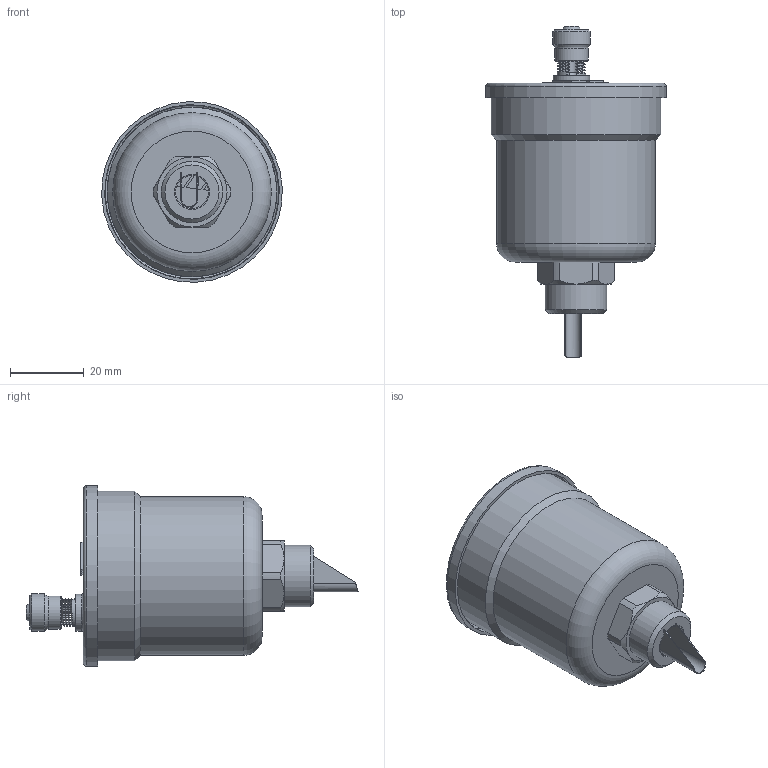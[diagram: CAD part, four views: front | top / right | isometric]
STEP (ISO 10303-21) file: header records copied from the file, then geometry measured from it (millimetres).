
FILE_DESCRIPTION (( 'STEP AP203' ), '1' );
FILE_NAME ('0249110.STEP', '2019-01-07T13:12:09', ( 'Windows User' ), ( 'Watts Water' ), 'SwSTEP 2.0', 'SolidWorks 2017', '' );
FILE_SCHEMA (( 'CONFIG_CONTROL_DESIGN' ));
Length unit declared in the file: millimetre
Products named in the file (1): 0249110
Bounding box: 48.93 x 90 x 48.93 mm (x, y, z)
Surface area: 12709.5 mm2 (no closed solid volume)
Topology: 0 solids, 4 shells, 96 faces, 355 edges, 264 vertices
Faces by surface type: plane 38, cylinder 25, bspline 13, cone 12, torus 8
Full cylindrical faces by diameter (mm): 9 x2, 10 x1, 10.15 x1, 16.662 x1, 43 x1, 46 x1, 49 x1
Entity records: 7222 total; most frequent: CARTESIAN_POINT 4625, ORIENTED_EDGE 513, DIRECTION 409, EDGE_CURVE 333, VERTEX_POINT 262, AXIS2_PLACEMENT_3D 144, EDGE_LOOP 127, LINE 121
